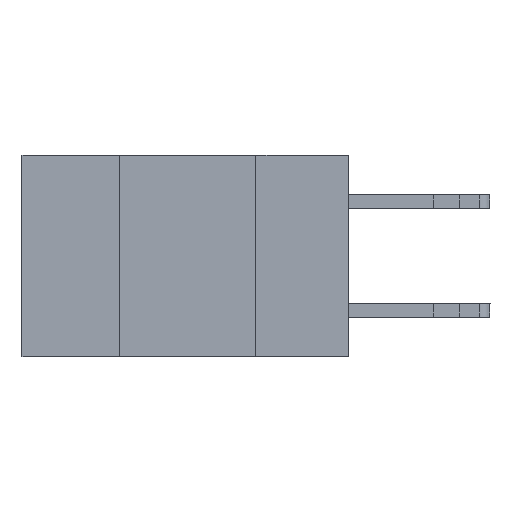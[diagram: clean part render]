
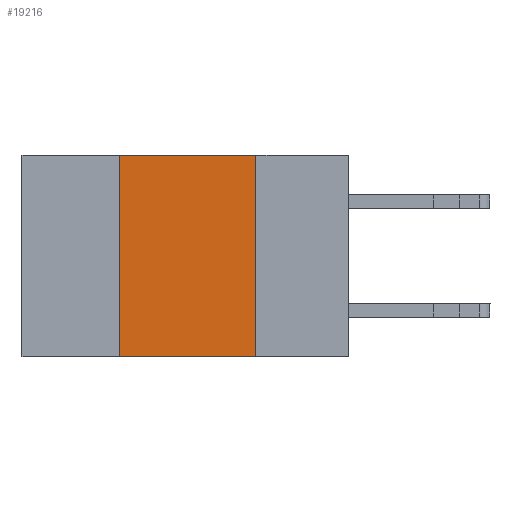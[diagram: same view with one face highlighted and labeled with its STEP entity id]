
A CAD part, left-side view. The second image highlights one B-rep face of the part: STEP entity #19216.
In plain terms, the highlighted planar face has unit normal (-1, 0, 0).
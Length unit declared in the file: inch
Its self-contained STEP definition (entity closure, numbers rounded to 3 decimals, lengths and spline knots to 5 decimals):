
#748 = CARTESIAN_POINT ( 'NONE',  ( 0., 0.17, -0.37 ) ) ;
#1828 = FACE_OUTER_BOUND ( 'NONE', #12671, .T. ) ;
#1848 = LINE ( 'NONE', #3562, #17226 ) ;
#1878 = VERTEX_POINT ( 'NONE', #1891 ) ;
#1891 = CARTESIAN_POINT ( 'NONE',  ( 0., 0.17, -0.37 ) ) ;
#1915 = EDGE_CURVE ( 'NONE', #18453, #1878, #15997, .T. ) ;
#1960 = CARTESIAN_POINT ( 'NONE',  ( 0., 0.6, -0.37 ) ) ;
#2796 = CARTESIAN_POINT ( 'NONE',  ( 0., 0.42, 0. ) ) ;
#3203 = VECTOR ( 'NONE', #6003, 39.37008 ) ;
#3562 = CARTESIAN_POINT ( 'NONE',  ( 0., 0.42, -0.37 ) ) ;
#3852 = AXIS2_PLACEMENT_3D ( 'NONE', #16927, #7735, #18495 ) ;
#4378 = CARTESIAN_POINT ( 'NONE',  ( 0., 0.42, -0.37 ) ) ;
#4589 = DIRECTION ( 'NONE',  ( 0., -1., 0. ) ) ;
#6003 = DIRECTION ( 'NONE',  ( 0., -1., 0. ) ) ;
#6151 = PLANE ( 'NONE',  #3852 ) ;
#7735 = DIRECTION ( 'NONE',  ( 1., 0., 0. ) ) ;
#7852 = VECTOR ( 'NONE', #4589, 39.37008 ) ;
#8977 = LINE ( 'NONE', #748, #16620 ) ;
#9631 = EDGE_CURVE ( 'NONE', #10106, #10233, #14992, .T. ) ;
#10036 = DIRECTION ( 'NONE',  ( 0., 0., -1. ) ) ;
#10106 = VERTEX_POINT ( 'NONE', #2796 ) ;
#10233 = VERTEX_POINT ( 'NONE', #15335 ) ;
#10656 = EDGE_CURVE ( 'NONE', #10233, #1878, #8977, .T. ) ;
#12457 = ORIENTED_EDGE ( 'NONE', *, *, #1915, .T. ) ;
#12671 = EDGE_LOOP ( 'NONE', ( #18240, #16049, #19681, #12457 ) ) ;
#12771 = DIRECTION ( 'NONE',  ( 0., 0., 1. ) ) ;
#14992 = LINE ( 'NONE', #15228, #3203 ) ;
#15228 = CARTESIAN_POINT ( 'NONE',  ( 0., 0.6, 0. ) ) ;
#15335 = CARTESIAN_POINT ( 'NONE',  ( 0., 0.17, 0. ) ) ;
#15997 = LINE ( 'NONE', #1960, #7852 ) ;
#16049 = ORIENTED_EDGE ( 'NONE', *, *, #9631, .F. ) ;
#16620 = VECTOR ( 'NONE', #10036, 39.37008 ) ;
#16927 = CARTESIAN_POINT ( 'NONE',  ( 0., 0.6, 0. ) ) ;
#17226 = VECTOR ( 'NONE', #12771, 39.37008 ) ;
#18240 = ORIENTED_EDGE ( 'NONE', *, *, #10656, .F. ) ;
#18453 = VERTEX_POINT ( 'NONE', #4378 ) ;
#18495 = DIRECTION ( 'NONE',  ( 0., 0., -1. ) ) ;
#18770 = EDGE_CURVE ( 'NONE', #18453, #10106, #1848, .T. ) ;
#19216 = ADVANCED_FACE ( 'NONE', ( #1828 ), #6151, .F. ) ;
#19681 = ORIENTED_EDGE ( 'NONE', *, *, #18770, .F. ) ;
